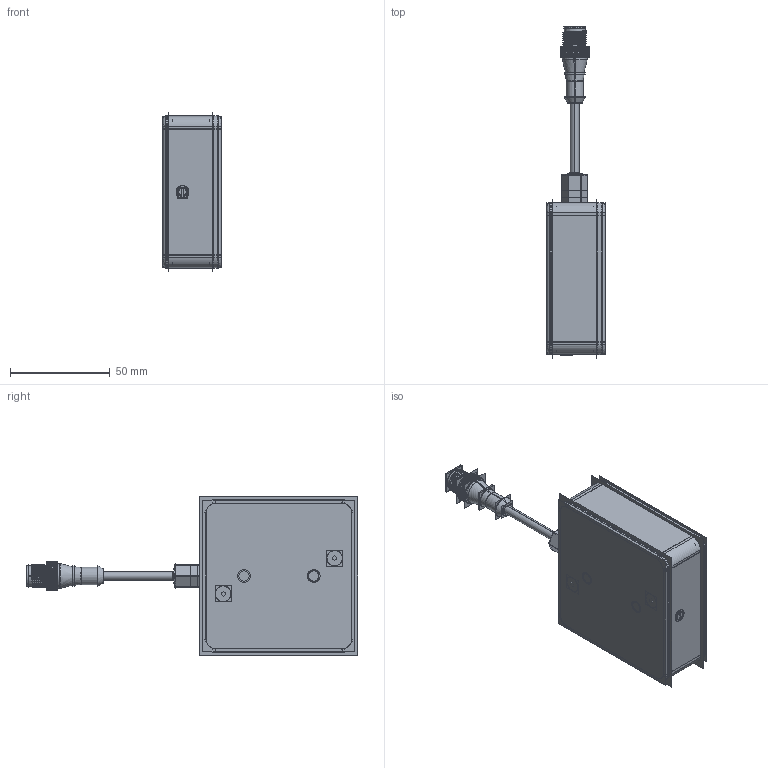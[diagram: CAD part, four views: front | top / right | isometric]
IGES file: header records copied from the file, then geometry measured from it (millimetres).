
Start section:  PTC IGES file: 144927.igs
Global section: file name: 144927.igs; native system: Creo Parametric by PTC Inc.; preprocessor: 2016260; author: pdmadmin; organization: Unknown; date: 20171027.074238; units: millimetre
Bounding box: 29.48 x 166.3 x 79.25 mm (x, y, z)
Volume: 83695.5 mm3; surface area: 316573 mm2
Topology: 19 solids, 21 shells, 4882 faces, 22336 edges, 27026 vertices
Faces by surface type: bspline 3298, revolution 1584
